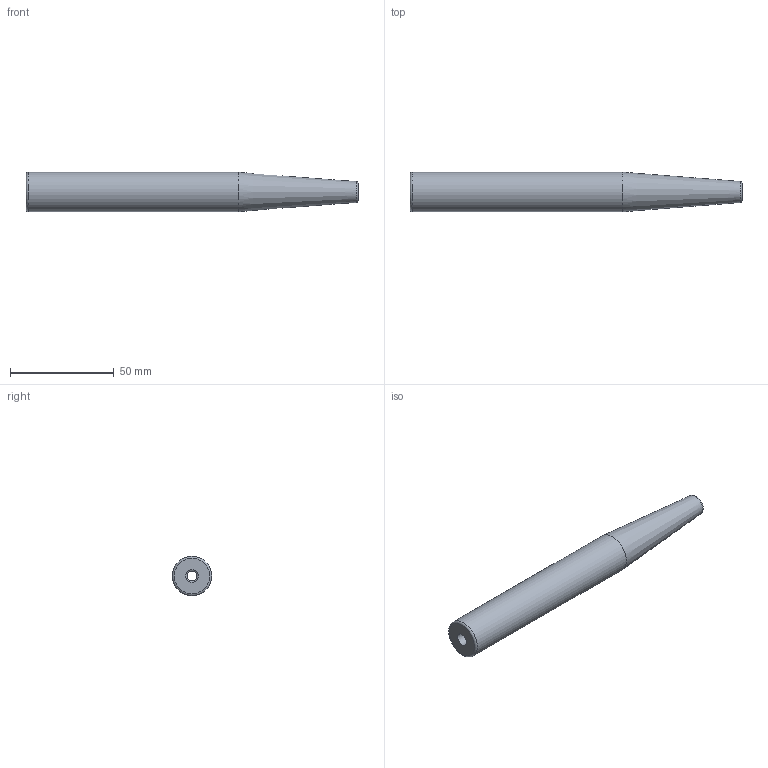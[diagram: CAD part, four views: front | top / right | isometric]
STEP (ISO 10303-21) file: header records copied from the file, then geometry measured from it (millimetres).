
FILE_DESCRIPTION(/* description */ (''),/* implementation_level */ '2;1');
FILE_NAME(/* name */ 'VS031_ST19.05-SFH4.7625-160.stp',/* time_stamp */ '2024-06-20T09:02:26+09:00',/* author */ ('YSH'),/* organization */ (''),/* preprocessor_version */ 'ST-DEVELOPER v20',/* originating_system */ 'Autodesk Inventor 2024',/* authorisation */ '');
FILE_SCHEMA (('AUTOMOTIVE_DESIGN { 1 0 10303 214 3 1 1 }'));
Length unit declared in the file: millimetre
Products named in the file (1): LO-ST19.05-SFH4.7625-160
Bounding box: 160 x 19.05 x 19.05 mm (x, y, z)
Volume: 34633.4 mm3; surface area: 12014.6 mm2
Topology: 1 solids, 1 shells, 10 faces, 22 edges, 14 vertices
Faces by surface type: torus 3, cylinder 3, plane 2, cone 2
Full cylindrical faces by diameter (mm): 4.763 x1, 6 x1, 19.05 x1
Entity records: 334 total; most frequent: DIRECTION 61, CARTESIAN_POINT 47, ORIENTED_EDGE 44, AXIS2_PLACEMENT_3D 28, EDGE_CURVE 22, CIRCLE 17, VERTEX_POINT 14, EDGE_LOOP 12
